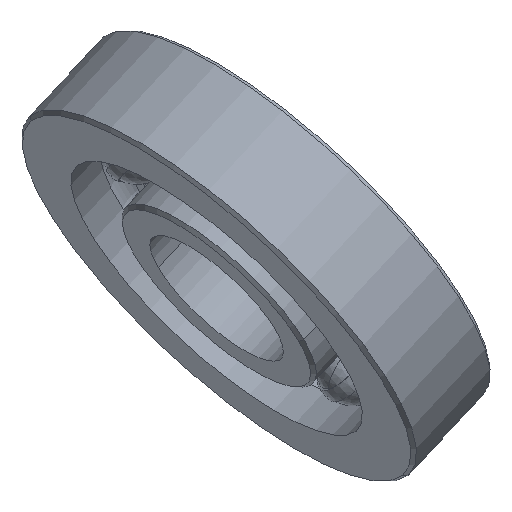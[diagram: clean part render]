
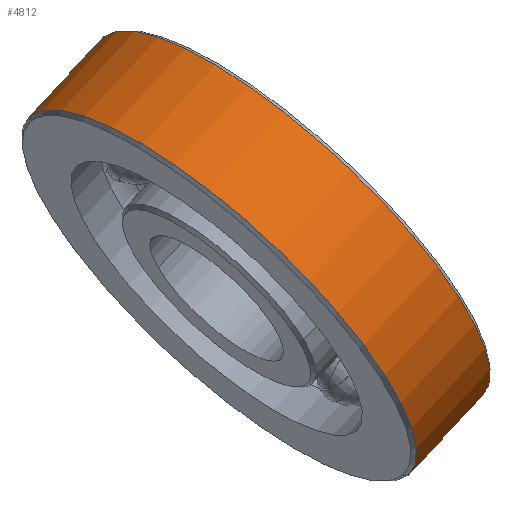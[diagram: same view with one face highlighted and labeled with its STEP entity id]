
A CAD part, front view. The second image highlights one B-rep face of the part: STEP entity #4812.
In plain terms, the highlighted cylindrical face has radius 32.5 mm (diameter 65 mm), a partial arc.
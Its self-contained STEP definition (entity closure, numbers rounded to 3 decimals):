
#88 = CIRCLE ( 'NONE', #4091, 32.5 ) ;
#339 = DIRECTION ( 'NONE',  ( -1., 0., 0. ) ) ;
#581 = EDGE_CURVE ( 'NONE', #1251, #607, #3416, .T. ) ;
#607 = VERTEX_POINT ( 'NONE', #1914 ) ;
#890 = CARTESIAN_POINT ( 'NONE',  ( 7., 0., 0. ) ) ;
#1105 = CARTESIAN_POINT ( 'NONE',  ( 7., 0., 32.5 ) ) ;
#1108 = CARTESIAN_POINT ( 'NONE',  ( 0., 0., -32.5 ) ) ;
#1251 = VERTEX_POINT ( 'NONE', #2922 ) ;
#1439 = EDGE_CURVE ( 'NONE', #3585, #2668, #4178, .T. ) ;
#1495 = DIRECTION ( 'NONE',  ( -1., 0., 0. ) ) ;
#1866 = DIRECTION ( 'NONE',  ( -1., 0., 0. ) ) ;
#1914 = CARTESIAN_POINT ( 'NONE',  ( -7., 0., -32.5 ) ) ;
#2026 = DIRECTION ( 'NONE',  ( -1., 0., 0. ) ) ;
#2066 = EDGE_LOOP ( 'NONE', ( #3338, #3653, #3400, #3831 ) ) ;
#2085 = DIRECTION ( 'NONE',  ( 0., 0., 1. ) ) ;
#2148 = AXIS2_PLACEMENT_3D ( 'NONE', #2351, #1866, #3422 ) ;
#2155 = DIRECTION ( 'NONE',  ( 0., 0., -1. ) ) ;
#2351 = CARTESIAN_POINT ( 'NONE',  ( 0., 0., 0. ) ) ;
#2560 = AXIS2_PLACEMENT_3D ( 'NONE', #890, #2026, #2085 ) ;
#2668 = VERTEX_POINT ( 'NONE', #4296 ) ;
#2922 = CARTESIAN_POINT ( 'NONE',  ( 7., 0., -32.5 ) ) ;
#2940 = DIRECTION ( 'NONE',  ( 1., 0., 0. ) ) ;
#3049 = CARTESIAN_POINT ( 'NONE',  ( -7., 0., 0. ) ) ;
#3218 = EDGE_CURVE ( 'NONE', #1251, #3585, #4529, .T. ) ;
#3338 = ORIENTED_EDGE ( 'NONE', *, *, #581, .F. ) ;
#3400 = ORIENTED_EDGE ( 'NONE', *, *, #1439, .T. ) ;
#3416 = LINE ( 'NONE', #1108, #3839 ) ;
#3422 = DIRECTION ( 'NONE',  ( 0., 0., 1. ) ) ;
#3585 = VERTEX_POINT ( 'NONE', #1105 ) ;
#3653 = ORIENTED_EDGE ( 'NONE', *, *, #3218, .T. ) ;
#3831 = ORIENTED_EDGE ( 'NONE', *, *, #3924, .T. ) ;
#3839 = VECTOR ( 'NONE', #339, 1000. ) ;
#3924 = EDGE_CURVE ( 'NONE', #2668, #607, #88, .T. ) ;
#4091 = AXIS2_PLACEMENT_3D ( 'NONE', #3049, #2940, #2155 ) ;
#4178 = LINE ( 'NONE', #5022, #4852 ) ;
#4211 = CYLINDRICAL_SURFACE ( 'NONE', #2148, 32.5 ) ;
#4292 = FACE_OUTER_BOUND ( 'NONE', #2066, .T. ) ;
#4296 = CARTESIAN_POINT ( 'NONE',  ( -7., 0., 32.5 ) ) ;
#4529 = CIRCLE ( 'NONE', #2560, 32.5 ) ;
#4812 = ADVANCED_FACE ( 'NONE', ( #4292 ), #4211, .T. ) ;
#4852 = VECTOR ( 'NONE', #1495, 1000. ) ;
#5022 = CARTESIAN_POINT ( 'NONE',  ( 0., 0., 32.5 ) ) ;
